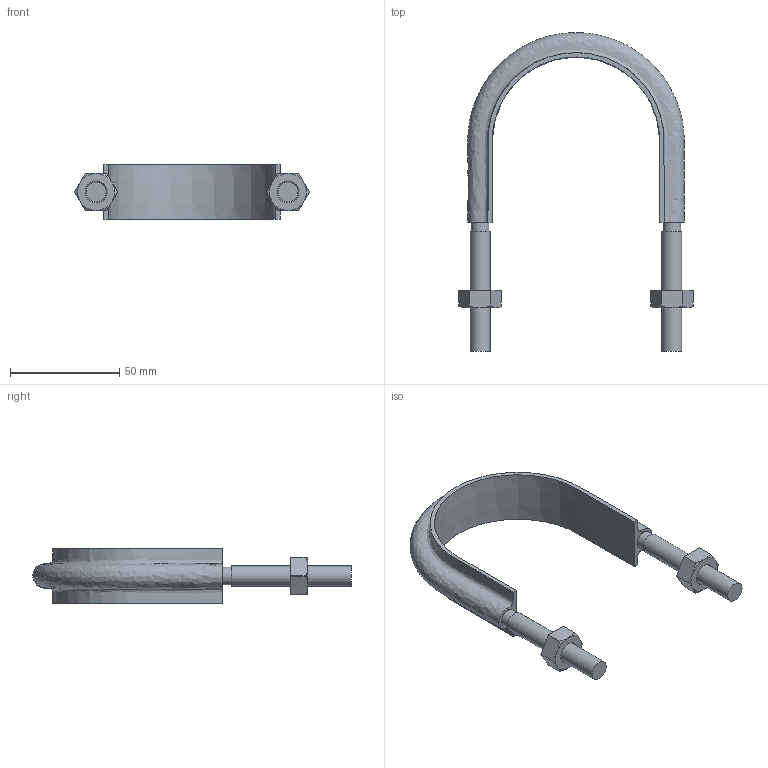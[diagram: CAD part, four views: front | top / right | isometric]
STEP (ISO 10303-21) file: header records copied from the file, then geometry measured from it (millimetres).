
FILE_DESCRIPTION( ( 'STEP AP203' ), '1' );
FILE_NAME( '75SU+30.step', '2022-06-14T10:59:40', ( ' ' ), ( ' ' ), 'XStep 1.0', ' ', ' ' );
FILE_SCHEMA( ( 'CONFIG_CONTROL_DESIGN' ) );
Length unit declared in the file: millimetre
Products named in the file (6): 1; 2; 3; 4; 5; 6
Bounding box: 107.6 x 146.2 x 25 mm (x, y, z)
Volume: 43768.8 mm3; surface area: 31903.6 mm2
Topology: 6 solids, 6 shells, 78 faces, 165 edges, 99 vertices
Faces by surface type: plane 40, cylinder 18, cone 16, bspline 3, extrusion 1
Full cylindrical faces by diameter (mm): 8.2 x2, 8.376 x2, 9.2 x2
Entity records: 3404 total; most frequent: CARTESIAN_POINT 1563, DIRECTION 331, ORIENTED_EDGE 304, EDGE_CURVE 152, AXIS2_PLACEMENT_3D 144, VERTEX_POINT 98, EDGE_LOOP 96, FACE_OUTER_BOUND 86
